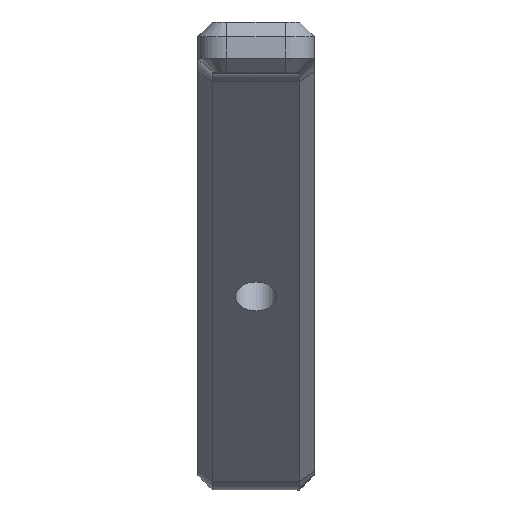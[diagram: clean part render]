
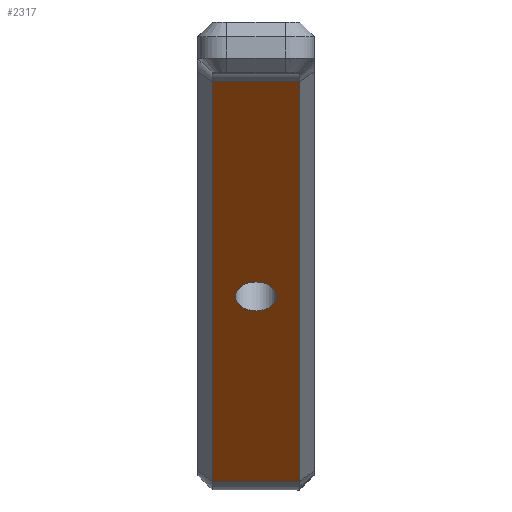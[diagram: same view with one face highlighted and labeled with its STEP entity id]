
A CAD part, top view. The second image highlights one B-rep face of the part: STEP entity #2317.
In plain terms, the highlighted planar face has unit normal (0, -0.707, 0.707).
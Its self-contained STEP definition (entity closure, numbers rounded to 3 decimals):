
#318 = PLANE('',#319);
#319 = AXIS2_PLACEMENT_3D('',#320,#321,#322);
#320 = CARTESIAN_POINT('',(-3.5,-11.232,23.01));
#321 = DIRECTION('',(-0.707,-0.5,0.5));
#322 = DIRECTION('',(0.,-0.707,-0.707));
#1070 = VERTEX_POINT('',#1071);
#1071 = CARTESIAN_POINT('',(-3.,-11.586,23.364));
#1107 = CYLINDRICAL_SURFACE('',#1108,2.);
#1108 = AXIS2_PLACEMENT_3D('',#1109,#1110,#1111);
#1109 = CARTESIAN_POINT('',(-4.,-13.,24.778));
#1110 = DIRECTION('',(1.,0.,0.));
#1111 = DIRECTION('',(0.,1.,0.));
#1179 = VERTEX_POINT('',#1180);
#1180 = CARTESIAN_POINT('',(-3.,-39.036,-4.086));
#1201 = EDGE_CURVE('',#1070,#1179,#1202,.T.);
#1202 = SURFACE_CURVE('',#1203,(#1207,#1214),.PCURVE_S1.);
#1203 = LINE('',#1204,#1205);
#1204 = CARTESIAN_POINT('',(-3.,-11.586,23.364));
#1205 = VECTOR('',#1206,1.);
#1206 = DIRECTION('',(0.,-0.707,-0.707));
#1207 = PCURVE('',#318,#1208);
#1208 = DEFINITIONAL_REPRESENTATION('',(#1209),#1213);
#1209 = LINE('',#1210,#1211);
#1210 = CARTESIAN_POINT('',(0.,0.707));
#1211 = VECTOR('',#1212,1.);
#1212 = DIRECTION('',(1.,0.));
#1213 = ( GEOMETRIC_REPRESENTATION_CONTEXT(2) 
PARAMETRIC_REPRESENTATION_CONTEXT() REPRESENTATION_CONTEXT('2D SPACE',''
  ) );
#1214 = PCURVE('',#1215,#1220);
#1215 = PLANE('',#1216);
#1216 = AXIS2_PLACEMENT_3D('',#1217,#1218,#1219);
#1217 = CARTESIAN_POINT('',(-4.,-11.,23.95));
#1218 = DIRECTION('',(0.,0.707,-0.707));
#1219 = DIRECTION('',(0.,-0.707,-0.707));
#1220 = DEFINITIONAL_REPRESENTATION('',(#1221),#1225);
#1221 = LINE('',#1222,#1223);
#1222 = CARTESIAN_POINT('',(0.828,-1.));
#1223 = VECTOR('',#1224,1.);
#1224 = DIRECTION('',(1.,0.));
#1225 = ( GEOMETRIC_REPRESENTATION_CONTEXT(2) 
PARAMETRIC_REPRESENTATION_CONTEXT() REPRESENTATION_CONTEXT('2D SPACE',''
  ) );
#1248 = CYLINDRICAL_SURFACE('',#1249,2.);
#1249 = AXIS2_PLACEMENT_3D('',#1250,#1251,#1252);
#1250 = CARTESIAN_POINT('',(-4.,-37.621,-5.5));
#1251 = DIRECTION('',(1.,0.,0.));
#1252 = DIRECTION('',(0.,0.,-1.));
#1410 = CYLINDRICAL_SURFACE('',#1411,1.4);
#1411 = AXIS2_PLACEMENT_3D('',#1412,#1413,#1414);
#1412 = CARTESIAN_POINT('',(0.,-22.071,4.393));
#1413 = DIRECTION('',(0.,-0.707,0.707));
#1414 = DIRECTION('',(0.,-0.707,-0.707));
#2214 = EDGE_CURVE('',#1070,#2215,#2217,.T.);
#2215 = VERTEX_POINT('',#2216);
#2216 = CARTESIAN_POINT('',(3.,-11.586,23.364));
#2217 = SURFACE_CURVE('',#2218,(#2222,#2229),.PCURVE_S1.);
#2218 = LINE('',#2219,#2220);
#2219 = CARTESIAN_POINT('',(-4.,-11.586,23.364));
#2220 = VECTOR('',#2221,1.);
#2221 = DIRECTION('',(1.,0.,0.));
#2222 = PCURVE('',#1107,#2223);
#2223 = DEFINITIONAL_REPRESENTATION('',(#2224),#2228);
#2224 = LINE('',#2225,#2226);
#2225 = CARTESIAN_POINT('',(-0.785,0.));
#2226 = VECTOR('',#2227,1.);
#2227 = DIRECTION('',(-0.,1.));
#2228 = ( GEOMETRIC_REPRESENTATION_CONTEXT(2) 
PARAMETRIC_REPRESENTATION_CONTEXT() REPRESENTATION_CONTEXT('2D SPACE',''
  ) );
#2229 = PCURVE('',#1215,#2230);
#2230 = DEFINITIONAL_REPRESENTATION('',(#2231),#2235);
#2231 = LINE('',#2232,#2233);
#2232 = CARTESIAN_POINT('',(0.828,0.));
#2233 = VECTOR('',#2234,1.);
#2234 = DIRECTION('',(0.,-1.));
#2235 = ( GEOMETRIC_REPRESENTATION_CONTEXT(2) 
PARAMETRIC_REPRESENTATION_CONTEXT() REPRESENTATION_CONTEXT('2D SPACE',''
  ) );
#2317 = ADVANCED_FACE('',(#2318,#2371),#1215,.F.);
#2318 = FACE_BOUND('',#2319,.F.);
#2319 = EDGE_LOOP('',(#2320,#2321,#2349,#2370));
#2320 = ORIENTED_EDGE('',*,*,#2214,.T.);
#2321 = ORIENTED_EDGE('',*,*,#2322,.F.);
#2322 = EDGE_CURVE('',#2323,#2215,#2325,.T.);
#2323 = VERTEX_POINT('',#2324);
#2324 = CARTESIAN_POINT('',(3.,-39.036,-4.086));
#2325 = SURFACE_CURVE('',#2326,(#2330,#2337),.PCURVE_S1.);
#2326 = LINE('',#2327,#2328);
#2327 = CARTESIAN_POINT('',(3.,-39.036,-4.086));
#2328 = VECTOR('',#2329,1.);
#2329 = DIRECTION('',(0.,0.707,0.707));
#2330 = PCURVE('',#1215,#2331);
#2331 = DEFINITIONAL_REPRESENTATION('',(#2332),#2336);
#2332 = LINE('',#2333,#2334);
#2333 = CARTESIAN_POINT('',(39.648,-7.));
#2334 = VECTOR('',#2335,1.);
#2335 = DIRECTION('',(-1.,0.));
#2336 = ( GEOMETRIC_REPRESENTATION_CONTEXT(2) 
PARAMETRIC_REPRESENTATION_CONTEXT() REPRESENTATION_CONTEXT('2D SPACE',''
  ) );
#2337 = PCURVE('',#2338,#2343);
#2338 = PLANE('',#2339);
#2339 = AXIS2_PLACEMENT_3D('',#2340,#2341,#2342);
#2340 = CARTESIAN_POINT('',(3.5,-38.682,-4.439));
#2341 = DIRECTION('',(-0.707,0.5,-0.5));
#2342 = DIRECTION('',(0.,-0.707,-0.707
    ));
#2343 = DEFINITIONAL_REPRESENTATION('',(#2344),#2348);
#2344 = LINE('',#2345,#2346);
#2345 = CARTESIAN_POINT('',(0.,0.707));
#2346 = VECTOR('',#2347,1.);
#2347 = DIRECTION('',(-1.,0.));
#2348 = ( GEOMETRIC_REPRESENTATION_CONTEXT(2) 
PARAMETRIC_REPRESENTATION_CONTEXT() REPRESENTATION_CONTEXT('2D SPACE',''
  ) );
#2349 = ORIENTED_EDGE('',*,*,#2350,.F.);
#2350 = EDGE_CURVE('',#1179,#2323,#2351,.T.);
#2351 = SURFACE_CURVE('',#2352,(#2356,#2363),.PCURVE_S1.);
#2352 = LINE('',#2353,#2354);
#2353 = CARTESIAN_POINT('',(-4.,-39.036,-4.086));
#2354 = VECTOR('',#2355,1.);
#2355 = DIRECTION('',(1.,0.,0.));
#2356 = PCURVE('',#1215,#2357);
#2357 = DEFINITIONAL_REPRESENTATION('',(#2358),#2362);
#2358 = LINE('',#2359,#2360);
#2359 = CARTESIAN_POINT('',(39.648,0.));
#2360 = VECTOR('',#2361,1.);
#2361 = DIRECTION('',(0.,-1.));
#2362 = ( GEOMETRIC_REPRESENTATION_CONTEXT(2) 
PARAMETRIC_REPRESENTATION_CONTEXT() REPRESENTATION_CONTEXT('2D SPACE',''
  ) );
#2363 = PCURVE('',#1248,#2364);
#2364 = DEFINITIONAL_REPRESENTATION('',(#2365),#2369);
#2365 = LINE('',#2366,#2367);
#2366 = CARTESIAN_POINT('',(-2.356,0.));
#2367 = VECTOR('',#2368,1.);
#2368 = DIRECTION('',(-0.,1.));
#2369 = ( GEOMETRIC_REPRESENTATION_CONTEXT(2) 
PARAMETRIC_REPRESENTATION_CONTEXT() REPRESENTATION_CONTEXT('2D SPACE',''
  ) );
#2370 = ORIENTED_EDGE('',*,*,#1201,.F.);
#2371 = FACE_BOUND('',#2372,.F.);
#2372 = EDGE_LOOP('',(#2373));
#2373 = ORIENTED_EDGE('',*,*,#2374,.T.);
#2374 = EDGE_CURVE('',#2375,#2375,#2377,.T.);
#2375 = VERTEX_POINT('',#2376);
#2376 = CARTESIAN_POINT('',(0.,-27.304,
    7.646));
#2377 = SURFACE_CURVE('',#2378,(#2383,#2394),.PCURVE_S1.);
#2378 = CIRCLE('',#2379,1.4);
#2379 = AXIS2_PLACEMENT_3D('',#2380,#2381,#2382);
#2380 = CARTESIAN_POINT('',(0.,-26.314,8.636));
#2381 = DIRECTION('',(0.,-0.707,0.707));
#2382 = DIRECTION('',(0.,-0.707,-0.707));
#2383 = PCURVE('',#1215,#2384);
#2384 = DEFINITIONAL_REPRESENTATION('',(#2385),#2393);
#2385 = ( BOUNDED_CURVE() B_SPLINE_CURVE(2,(#2386,#2387,#2388,#2389,
#2390,#2391,#2392),.UNSPECIFIED.,.T.,.F.) B_SPLINE_CURVE_WITH_KNOTS((1,2
    ,2,2,2,1),(-2.094,0.,2.094,4.189,
6.283,8.378),.UNSPECIFIED.) CURVE() 
GEOMETRIC_REPRESENTATION_ITEM() RATIONAL_B_SPLINE_CURVE((1.,0.5,1.,0.5,
1.,0.5,1.)) REPRESENTATION_ITEM('') );
#2386 = CARTESIAN_POINT('',(23.057,-4.));
#2387 = CARTESIAN_POINT('',(23.057,-6.425));
#2388 = CARTESIAN_POINT('',(20.957,-5.212));
#2389 = CARTESIAN_POINT('',(18.857,-4.));
#2390 = CARTESIAN_POINT('',(20.957,-2.788));
#2391 = CARTESIAN_POINT('',(23.057,-1.575));
#2392 = CARTESIAN_POINT('',(23.057,-4.));
#2393 = ( GEOMETRIC_REPRESENTATION_CONTEXT(2) 
PARAMETRIC_REPRESENTATION_CONTEXT() REPRESENTATION_CONTEXT('2D SPACE',''
  ) );
#2394 = PCURVE('',#1410,#2395);
#2395 = DEFINITIONAL_REPRESENTATION('',(#2396),#2400);
#2396 = LINE('',#2397,#2398);
#2397 = CARTESIAN_POINT('',(0.,6.));
#2398 = VECTOR('',#2399,1.);
#2399 = DIRECTION('',(1.,0.));
#2400 = ( GEOMETRIC_REPRESENTATION_CONTEXT(2) 
PARAMETRIC_REPRESENTATION_CONTEXT() REPRESENTATION_CONTEXT('2D SPACE',''
  ) );
